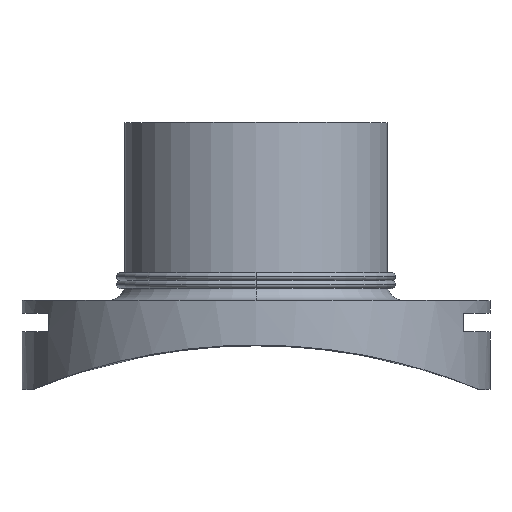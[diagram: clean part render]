
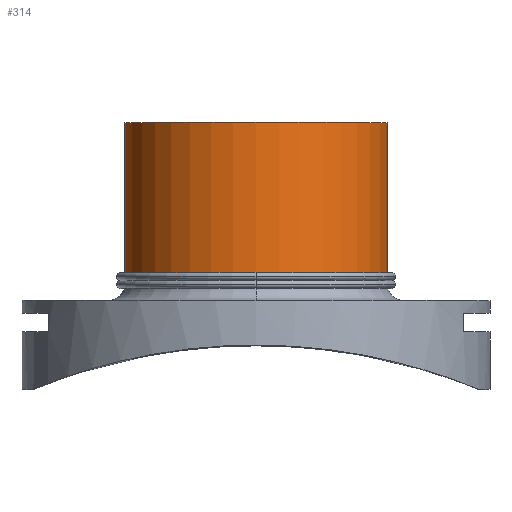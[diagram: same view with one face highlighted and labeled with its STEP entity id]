
A CAD part, top view. The second image highlights one B-rep face of the part: STEP entity #314.
In plain terms, the highlighted cylindrical face has radius 112.5 mm (diameter 225 mm), a partial arc.
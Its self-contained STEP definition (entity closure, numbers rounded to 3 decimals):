
#314 = ADVANCED_FACE( '', ( #780 ), #781, .T. );
#376 = EDGE_CURVE( '', #458, #436, #847, .T. );
#378 = EDGE_CURVE( '', #498, #526, #849, .T. );
#436 = VERTEX_POINT( '', #912 );
#438 = EDGE_CURVE( '', #436, #498, #914, .T. );
#440 = EDGE_CURVE( '', #502, #458, #916, .T. );
#458 = VERTEX_POINT( '', #935 );
#474 = EDGE_CURVE( '', #526, #502, #952, .T. );
#498 = VERTEX_POINT( '', #982 );
#502 = VERTEX_POINT( '', #987 );
#526 = VERTEX_POINT( '', #1013 );
#780 = FACE_OUTER_BOUND( '', #1330, .T. );
#781 = CYLINDRICAL_SURFACE( '', #1331, 112.5 );
#847 = LINE( '', #1416, #1417 );
#849 = CIRCLE( '', #1420, 112.5 );
#912 = CARTESIAN_POINT( '', ( -112.5, 96.375, 0. ) );
#914 = CIRCLE( '', #1534, 112.5 );
#916 = CIRCLE( '', #1537, 112.5 );
#935 = CARTESIAN_POINT( '', ( -112.5, 228., 0. ) );
#952 = LINE( '', #1615, #1616 );
#982 = CARTESIAN_POINT( '', ( 0., 96.375, 112.5 ) );
#987 = CARTESIAN_POINT( '', ( 112.5, 228., 0. ) );
#1013 = CARTESIAN_POINT( '', ( 112.5, 96.375, 0. ) );
#1330 = EDGE_LOOP( '', ( #2198, #2199, #2200, #2201, #2202 ) );
#1331 = AXIS2_PLACEMENT_3D( '', #2203, #2204, #2205 );
#1416 = CARTESIAN_POINT( '', ( -112.5, 158.833, 0. ) );
#1417 = VECTOR( '', #2277, 1. );
#1420 = AXIS2_PLACEMENT_3D( '', #2278, #2279, #2280 );
#1534 = AXIS2_PLACEMENT_3D( '', #2357, #2358, #2359 );
#1537 = AXIS2_PLACEMENT_3D( '', #2360, #2361, #2362 );
#1615 = CARTESIAN_POINT( '', ( 112.5, 158.833, 0. ) );
#1616 = VECTOR( '', #2396, 1. );
#2198 = ORIENTED_EDGE( '', *, *, #376, .T. );
#2199 = ORIENTED_EDGE( '', *, *, #438, .T. );
#2200 = ORIENTED_EDGE( '', *, *, #378, .T. );
#2201 = ORIENTED_EDGE( '', *, *, #474, .T. );
#2202 = ORIENTED_EDGE( '', *, *, #440, .T. );
#2203 = CARTESIAN_POINT( '', ( 0., 158.833, 0. ) );
#2204 = DIRECTION( '', ( 0., 1., 0. ) );
#2205 = DIRECTION( '', ( -1., 0., 0. ) );
#2277 = DIRECTION( '', ( 0., -1., 0. ) );
#2278 = CARTESIAN_POINT( '', ( 0., 96.375, 0. ) );
#2279 = DIRECTION( '', ( 0., 1., 0. ) );
#2280 = DIRECTION( '', ( -1., 0., 0. ) );
#2357 = CARTESIAN_POINT( '', ( 0., 96.375, 0. ) );
#2358 = DIRECTION( '', ( 0., 1., 0. ) );
#2359 = DIRECTION( '', ( -1., 0., 0. ) );
#2360 = CARTESIAN_POINT( '', ( 0., 228., 0. ) );
#2361 = DIRECTION( '', ( 0., -1., 0. ) );
#2362 = DIRECTION( '', ( -1., 0., 0. ) );
#2396 = DIRECTION( '', ( 0., 1., 0. ) );
